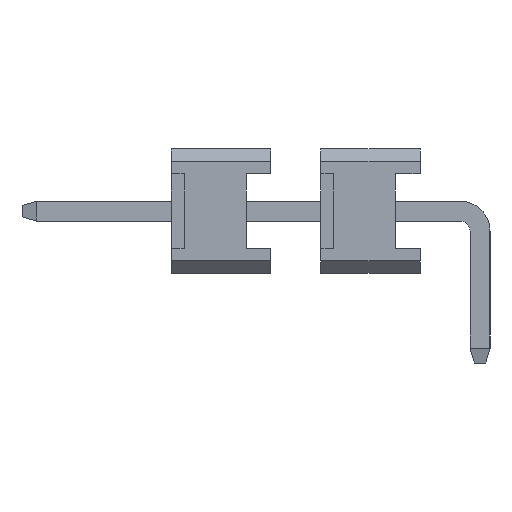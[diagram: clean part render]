
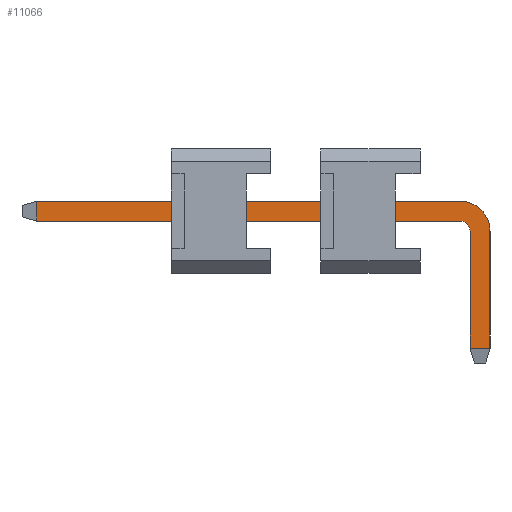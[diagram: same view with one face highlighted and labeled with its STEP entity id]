
A CAD part, left-side view. The second image highlights one B-rep face of the part: STEP entity #11066.
In plain terms, the highlighted planar face has unit normal (-1, 0, 0).
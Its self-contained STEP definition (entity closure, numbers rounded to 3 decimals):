
#10820=CARTESIAN_POINT('',(-0.2,5.7,-0.2));
#10821=VERTEX_POINT('',#10820);
#10844=CARTESIAN_POINT('',(-0.2,5.7,0.2));
#10845=VERTEX_POINT('',#10844);
#10846=CARTESIAN_POINT('',(-0.2,5.7,-0.2));
#10847=DIRECTION('',(0.,0.,1.));
#10848=VECTOR('',#10847,0.4);
#10849=LINE('',#10846,#10848);
#10850=EDGE_CURVE('',#10821,#10845,#10849,.T.);
#10891=CARTESIAN_POINT('',(-0.2,-2.8,0.2));
#10892=VERTEX_POINT('',#10891);
#10893=CARTESIAN_POINT('',(-0.2,5.7,0.2));
#10894=DIRECTION('',(0.,-1.,0.));
#10895=VECTOR('',#10894,8.5);
#10896=LINE('',#10893,#10895);
#10897=EDGE_CURVE('',#10845,#10892,#10896,.T.);
#10998=CARTESIAN_POINT('',(-0.2,-2.8,-0.2));
#10999=VERTEX_POINT('',#10998);
#11006=CARTESIAN_POINT('',(-0.2,-2.8,-0.2));
#11007=DIRECTION('',(0.,1.,0.));
#11008=VECTOR('',#11007,8.5);
#11009=LINE('',#11006,#11008);
#11010=EDGE_CURVE('',#10999,#10821,#11009,.T.);
#11016=CARTESIAN_POINT('',(-0.2,6.,0.2));
#11017=DIRECTION('',(0.,0.,-1.));
#11018=DIRECTION('',(-1.,-0.,-0.));
#11019=AXIS2_PLACEMENT_3D('',#11016,#11018,#11017);
#11020=PLANE('',#11019);
#11021=ORIENTED_EDGE('',*,*,#11010,.F.);
#11022=CARTESIAN_POINT('',(-0.2,-3.,-0.4));
#11023=VERTEX_POINT('',#11022);
#11024=CARTESIAN_POINT('',(-0.2,-2.8,-0.4));
#11025=DIRECTION('',(0.,0.,1.));
#11026=DIRECTION('',(1.,0.,0.));
#11027=AXIS2_PLACEMENT_3D('',#11024,#11026,#11025);
#11028=CIRCLE('',#11027,0.2);
#11029=EDGE_CURVE('',#10999,#11023,#11028,.T.);
#11030=ORIENTED_EDGE('',*,*,#11029,.T.);
#11031=CARTESIAN_POINT('',(-0.2,-3.,-2.75));
#11032=VERTEX_POINT('',#11031);
#11033=CARTESIAN_POINT('',(-0.2,-3.,-0.4));
#11034=DIRECTION('',(0.,0.,-1.));
#11035=VECTOR('',#11034,2.35);
#11036=LINE('',#11033,#11035);
#11037=EDGE_CURVE('',#11023,#11032,#11036,.T.);
#11038=ORIENTED_EDGE('',*,*,#11037,.T.);
#11039=CARTESIAN_POINT('',(-0.2,-3.4,-2.75));
#11040=VERTEX_POINT('',#11039);
#11041=CARTESIAN_POINT('',(-0.2,-3.,-2.75));
#11042=DIRECTION('',(0.,-1.,0.));
#11043=VECTOR('',#11042,0.4);
#11044=LINE('',#11041,#11043);
#11045=EDGE_CURVE('',#11032,#11040,#11044,.T.);
#11046=ORIENTED_EDGE('',*,*,#11045,.T.);
#11047=CARTESIAN_POINT('',(-0.2,-3.4,-0.4));
#11048=VERTEX_POINT('',#11047);
#11049=CARTESIAN_POINT('',(-0.2,-3.4,-2.75));
#11050=DIRECTION('',(0.,0.,1.));
#11051=VECTOR('',#11050,2.35);
#11052=LINE('',#11049,#11051);
#11053=EDGE_CURVE('',#11040,#11048,#11052,.T.);
#11054=ORIENTED_EDGE('',*,*,#11053,.T.);
#11055=CARTESIAN_POINT('',(-0.2,-2.8,-0.4));
#11056=DIRECTION('',(0.,-1.,0.));
#11057=DIRECTION('',(-1.,0.,0.));
#11058=AXIS2_PLACEMENT_3D('',#11055,#11057,#11056);
#11059=CIRCLE('',#11058,0.6);
#11060=EDGE_CURVE('',#11048,#10892,#11059,.T.);
#11061=ORIENTED_EDGE('',*,*,#11060,.T.);
#11062=ORIENTED_EDGE('',*,*,#10897,.F.);
#11063=ORIENTED_EDGE('',*,*,#10850,.F.);
#11064=EDGE_LOOP('',(#11021,#11030,#11038,#11046,#11054,#11061,#11062,#11063));
#11065=FACE_OUTER_BOUND('',#11064,.T.);
#11066=ADVANCED_FACE('',(#11065),#11020,.T.);
